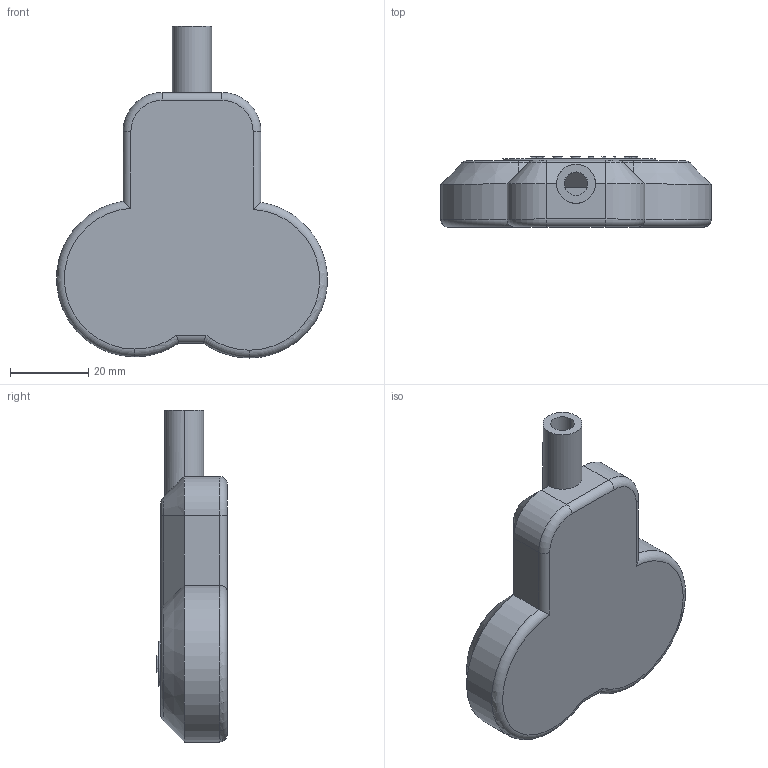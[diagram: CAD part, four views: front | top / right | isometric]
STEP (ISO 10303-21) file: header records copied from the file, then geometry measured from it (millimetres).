
FILE_DESCRIPTION (( 'STEP AP214' ), '1' );
FILE_NAME ('Coil TMS v0.STEP', '2023-11-14T12:43:25', ( '' ), ( '' ), 'SwSTEP 2.0', 'SolidWorks 2021', '' );
FILE_SCHEMA (( 'AUTOMOTIVE_DESIGN' ));
Length unit declared in the file: millimetre
Products named in the file (1): Coil TMS v0
Bounding box: 69.16 x 18 x 84.89 mm (x, y, z)
Volume: 18513.3 mm3; surface area: 18445.5 mm2
Topology: 1 solids, 1 shells, 199 faces, 511 edges, 326 vertices
Faces by surface type: plane 84, bspline 59, cylinder 26, cone 16, torus 14
Entity records: 10455 total; most frequent: CARTESIAN_POINT 4364, ORIENTED_EDGE 1022, DIRECTION 729, EDGE_CURVE 511, VERTEX_POINT 326, VECTOR 291, LINE 291, AXIS2_PLACEMENT_3D 219
